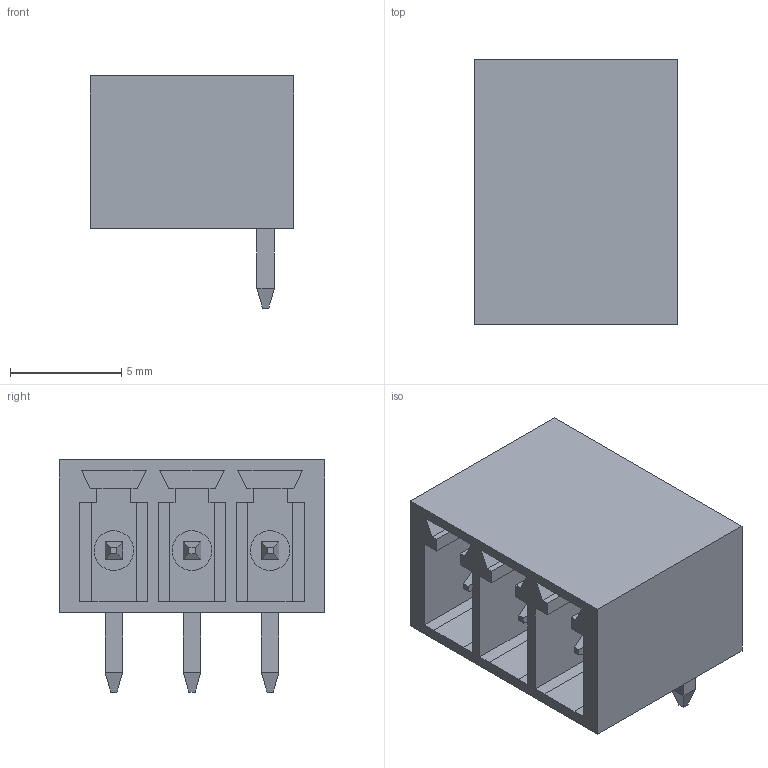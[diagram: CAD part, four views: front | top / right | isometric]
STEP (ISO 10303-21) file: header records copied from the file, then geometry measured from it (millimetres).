
FILE_DESCRIPTION(/* description */ (''),/* implementation_level */ '2;1');
FILE_NAME(/* name */ 'RIGHT-~2',/* time_stamp */ '2023-05-26T01:03:59+03:00',/* author */ (''),/* organization */ (''),/* preprocessor_version */ 'ST-DEVELOPER v16.5',/* originating_system */ '',/* authorisation */ '');
FILE_SCHEMA (('AUTOMOTIVE_DESIGN'));
Length unit declared in the file: inch
Products named in the file (1): Document
Bounding box: 9.14 x 11.91 x 10.41 mm (x, y, z)
Volume: 406.8 mm3; surface area: 1140.2 mm2
Topology: 7 solids, 7 shells, 138 faces, 342 edges, 227 vertices
Faces by surface type: plane 129, bspline 9
Entity records: 3760 total; most frequent: CARTESIAN_POINT 1262, ORIENTED_EDGE 672, EDGE_CURVE 336, B_SPLINE_CURVE_WITH_KNOTS 318, VERTEX_POINT 224, EDGE_LOOP 150, ADVANCED_FACE 138, FACE_OUTER_BOUND 138
